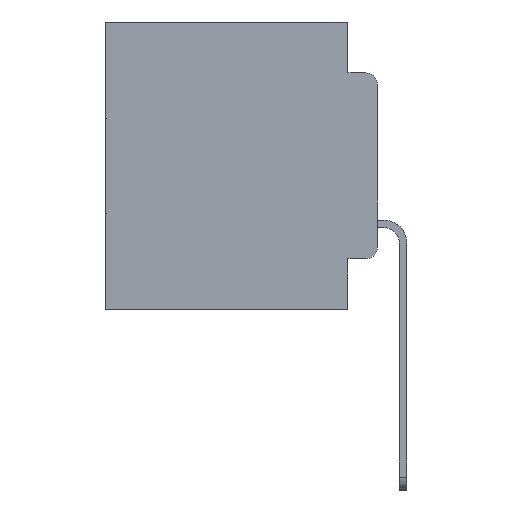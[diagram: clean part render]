
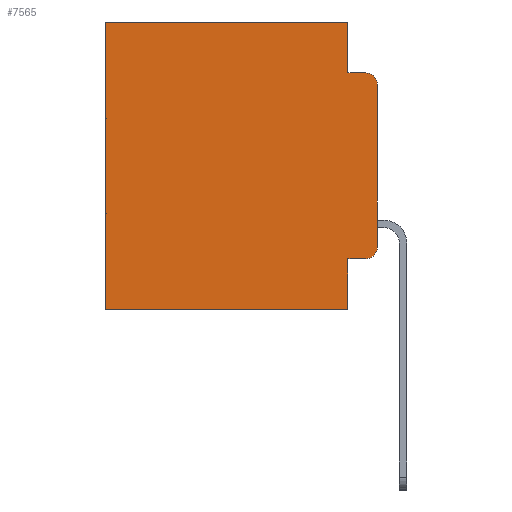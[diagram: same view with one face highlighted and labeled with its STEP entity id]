
A CAD part, left-side view. The second image highlights one B-rep face of the part: STEP entity #7565.
In plain terms, the highlighted planar face has unit normal (-1, 0, 0).
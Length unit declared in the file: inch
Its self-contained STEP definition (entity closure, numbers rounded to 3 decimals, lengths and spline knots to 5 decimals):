
#928 = CARTESIAN_POINT ( 'NONE',  ( 0.298, 0.051, 0. ) ) ;
#1754 = DIRECTION ( 'NONE',  ( 0., 1., 0. ) ) ;
#2347 = ORIENTED_EDGE ( 'NONE', *, *, #24750, .T. ) ;
#2978 = ORIENTED_EDGE ( 'NONE', *, *, #24432, .F. ) ;
#3116 = VECTOR ( 'NONE', #24702, 39.37008 ) ;
#3823 = ORIENTED_EDGE ( 'NONE', *, *, #26342, .F. ) ;
#4131 = CARTESIAN_POINT ( 'NONE',  ( 0.298, 0., 0. ) ) ;
#4494 = ORIENTED_EDGE ( 'NONE', *, *, #7971, .F. ) ;
#4896 = AXIS2_PLACEMENT_3D ( 'NONE', #27350, #29671, #6494 ) ;
#5386 = EDGE_CURVE ( 'NONE', #24793, #27301, #28090, .T. ) ;
#5548 = LINE ( 'NONE', #27249, #22520 ) ;
#5698 = PLANE ( 'NONE',  #19191 ) ;
#5791 = DIRECTION ( 'NONE',  ( 0., 0., -1. ) ) ;
#6080 = LINE ( 'NONE', #15611, #29965 ) ;
#6261 = VECTOR ( 'NONE', #21167, 39.37008 ) ;
#6494 = DIRECTION ( 'NONE',  ( 0., 0., -1. ) ) ;
#6565 = CARTESIAN_POINT ( 'NONE',  ( 0.298, 0.473, 0. ) ) ;
#6674 = ORIENTED_EDGE ( 'NONE', *, *, #13799, .T. ) ;
#7412 = VECTOR ( 'NONE', #25089, 39.37008 ) ;
#7515 = CIRCLE ( 'NONE', #4896, 0.02 ) ;
#7565 = ADVANCED_FACE ( 'NONE', ( #12044 ), #5698, .F. ) ;
#7971 = EDGE_CURVE ( 'NONE', #21173, #26793, #22175, .T. ) ;
#8017 = CARTESIAN_POINT ( 'NONE',  ( 0.298, 0.02, -0.3915 ) ) ;
#8476 = CARTESIAN_POINT ( 'NONE',  ( 0.298, 0., -0.3915 ) ) ;
#8515 = DIRECTION ( 'NONE',  ( 0., 0., -1. ) ) ;
#8619 = CARTESIAN_POINT ( 'NONE',  ( 0.298, 0., -0.5 ) ) ;
#9606 = DIRECTION ( 'NONE',  ( 0., -1., 0. ) ) ;
#9611 = LINE ( 'NONE', #22360, #3116 ) ;
#9984 = EDGE_CURVE ( 'NONE', #12469, #15197, #7515, .T. ) ;
#10150 = EDGE_CURVE ( 'NONE', #18438, #15197, #6080, .T. ) ;
#10588 = DIRECTION ( 'NONE',  ( 0., -1., 0. ) ) ;
#10781 = CARTESIAN_POINT ( 'NONE',  ( 0.298, 0.02, -0.4115 ) ) ;
#11324 = VECTOR ( 'NONE', #1754, 39.37008 ) ;
#11330 = CARTESIAN_POINT ( 'NONE',  ( 0.298, 0.051, 0. ) ) ;
#11669 = ORIENTED_EDGE ( 'NONE', *, *, #5386, .T. ) ;
#11775 = CARTESIAN_POINT ( 'NONE',  ( 0.298, 0.051, -0.4115 ) ) ;
#12044 = FACE_OUTER_BOUND ( 'NONE', #14601, .T. ) ;
#12305 = EDGE_CURVE ( 'NONE', #26233, #16338, #23669, .T. ) ;
#12469 = VERTEX_POINT ( 'NONE', #28566 ) ;
#12512 = CIRCLE ( 'NONE', #22916, 0.02 ) ;
#13799 = EDGE_CURVE ( 'NONE', #27301, #26793, #5548, .T. ) ;
#14281 = CARTESIAN_POINT ( 'NONE',  ( 0.298, 0., 0. ) ) ;
#14543 = CARTESIAN_POINT ( 'NONE',  ( 0.298, 0.051, -0.4115 ) ) ;
#14601 = EDGE_LOOP ( 'NONE', ( #3823, #16512, #25139, #17549, #11669, #6674, #4494, #2978, #21861, #2347 ) ) ;
#15197 = VERTEX_POINT ( 'NONE', #15582 ) ;
#15582 = CARTESIAN_POINT ( 'NONE',  ( 0.298, 0.02, -0.0885 ) ) ;
#15611 = CARTESIAN_POINT ( 'NONE',  ( 0.298, 0.051, -0.0885 ) ) ;
#16319 = CARTESIAN_POINT ( 'NONE',  ( 0.298, 0.051, -0.5 ) ) ;
#16338 = VERTEX_POINT ( 'NONE', #10781 ) ;
#16512 = ORIENTED_EDGE ( 'NONE', *, *, #9984, .T. ) ;
#17077 = DIRECTION ( 'NONE',  ( -1., 0., 0. ) ) ;
#17549 = ORIENTED_EDGE ( 'NONE', *, *, #20539, .F. ) ;
#17881 = VECTOR ( 'NONE', #9606, 39.37008 ) ;
#18266 = CARTESIAN_POINT ( 'NONE',  ( 0.298, 0.051, -0.0885 ) ) ;
#18438 = VERTEX_POINT ( 'NONE', #18266 ) ;
#19191 = AXIS2_PLACEMENT_3D ( 'NONE', #24590, #29376, #8515 ) ;
#19705 = LINE ( 'NONE', #11330, #7412 ) ;
#20539 = EDGE_CURVE ( 'NONE', #24793, #18438, #19705, .T. ) ;
#21167 = DIRECTION ( 'NONE',  ( 0., 0., -1. ) ) ;
#21173 = VERTEX_POINT ( 'NONE', #16319 ) ;
#21861 = ORIENTED_EDGE ( 'NONE', *, *, #12305, .T. ) ;
#22175 = LINE ( 'NONE', #8619, #11324 ) ;
#22180 = LINE ( 'NONE', #14281, #6261 ) ;
#22360 = CARTESIAN_POINT ( 'NONE',  ( 0.298, 0.051, 0. ) ) ;
#22520 = VECTOR ( 'NONE', #25347, 39.37008 ) ;
#22916 = AXIS2_PLACEMENT_3D ( 'NONE', #8017, #17077, #5791 ) ;
#23001 = DIRECTION ( 'NONE',  ( 0., 1., 0. ) ) ;
#23669 = LINE ( 'NONE', #14543, #17881 ) ;
#24432 = EDGE_CURVE ( 'NONE', #26233, #21173, #9611, .T. ) ;
#24590 = CARTESIAN_POINT ( 'NONE',  ( 0.298, 0., 0. ) ) ;
#24702 = DIRECTION ( 'NONE',  ( 0., 0., -1. ) ) ;
#24750 = EDGE_CURVE ( 'NONE', #16338, #25632, #12512, .T. ) ;
#24793 = VERTEX_POINT ( 'NONE', #928 ) ;
#25089 = DIRECTION ( 'NONE',  ( 0., 0., -1. ) ) ;
#25139 = ORIENTED_EDGE ( 'NONE', *, *, #10150, .F. ) ;
#25347 = DIRECTION ( 'NONE',  ( 0., 0., -1. ) ) ;
#25632 = VERTEX_POINT ( 'NONE', #8476 ) ;
#26233 = VERTEX_POINT ( 'NONE', #11775 ) ;
#26342 = EDGE_CURVE ( 'NONE', #12469, #25632, #22180, .T. ) ;
#26793 = VERTEX_POINT ( 'NONE', #27248 ) ;
#27248 = CARTESIAN_POINT ( 'NONE',  ( 0.298, 0.473, -0.5 ) ) ;
#27249 = CARTESIAN_POINT ( 'NONE',  ( 0.298, 0.473, 0. ) ) ;
#27301 = VERTEX_POINT ( 'NONE', #6565 ) ;
#27350 = CARTESIAN_POINT ( 'NONE',  ( 0.298, 0.02, -0.1085 ) ) ;
#28090 = LINE ( 'NONE', #4131, #29562 ) ;
#28566 = CARTESIAN_POINT ( 'NONE',  ( 0.298, 0., -0.1085 ) ) ;
#29376 = DIRECTION ( 'NONE',  ( 1., 0., 0. ) ) ;
#29562 = VECTOR ( 'NONE', #23001, 39.37008 ) ;
#29671 = DIRECTION ( 'NONE',  ( -1., 0., 0. ) ) ;
#29965 = VECTOR ( 'NONE', #10588, 39.37008 ) ;
